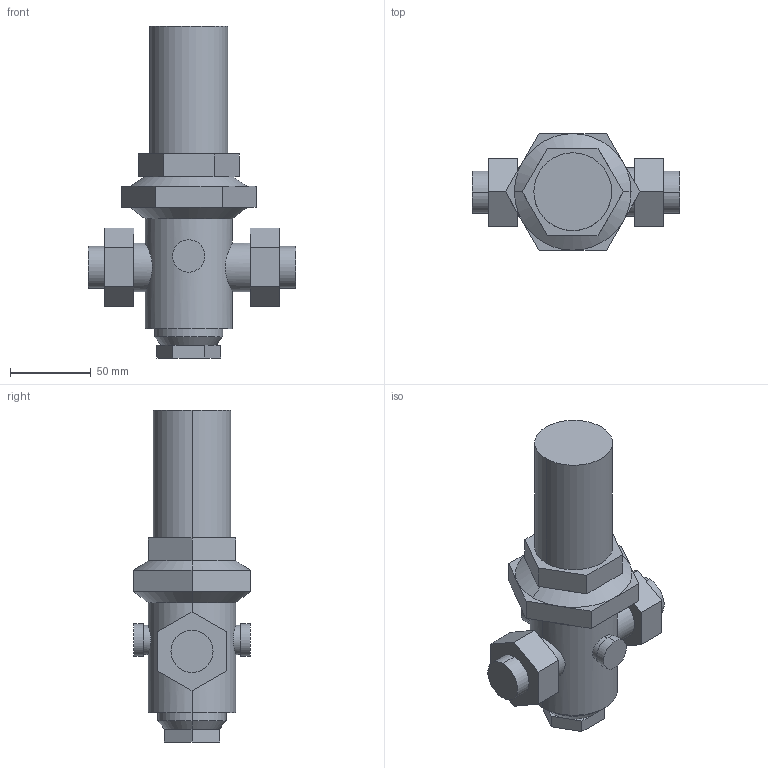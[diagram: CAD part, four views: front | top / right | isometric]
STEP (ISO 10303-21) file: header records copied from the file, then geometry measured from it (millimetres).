
FILE_DESCRIPTION(('no description'),'unknown implementation level');
FILE_NAME('Honeywell_D06FN-3_4B_3D.stp',' ',('pit-cup GmbH'),('ccLab - KiM Gmbh - www.kimweb.de'),'unknown preprocess','ACIS','unknown authorization');
FILE_SCHEMA(('automotive_design'));
Length unit declared in the file: millimetre
Products named in the file (1): 1
Bounding box: 128 x 72 x 205 mm (x, y, z)
Volume: 539200.4 mm3; surface area: 55288.8 mm2
Topology: 1 solids, 1 shells, 96 faces, 228 edges, 144 vertices
Faces by surface type: plane 68, cylinder 22, cone 6
Entity records: 5988 total; most frequent: CARTESIAN_POINT 1089, DIRECTION 474, STYLED_ITEM 469, PRESENTATION_STYLE_ASSIGNMENT 469, COLOUR_RGB 469, ORIENTED_EDGE 456, EDGE_CURVE 228, CURVE_STYLE 228
